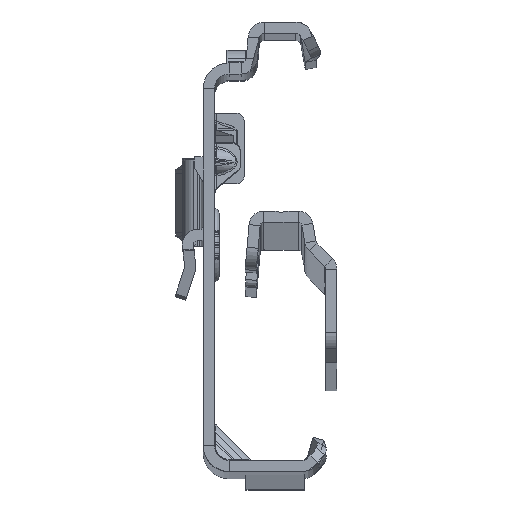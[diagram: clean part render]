
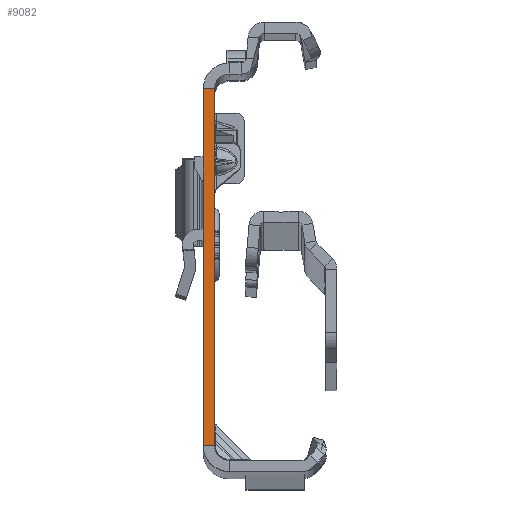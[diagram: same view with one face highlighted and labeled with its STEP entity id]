
A CAD part, top view. The second image highlights one B-rep face of the part: STEP entity #9082.
In plain terms, the highlighted planar face has unit normal (0, 0, 1).
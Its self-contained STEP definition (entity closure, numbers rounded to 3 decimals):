
#27 = ORIENTED_EDGE ( 'NONE', *, *, #24397, .T. ) ;
#1387 = VERTEX_POINT ( 'NONE', #22814 ) ;
#6930 = DIRECTION ( 'NONE',  ( 1., 0., 0. ) ) ;
#7538 = DIRECTION ( 'NONE',  ( 0., -1., 0. ) ) ;
#8336 = VECTOR ( 'NONE', #7538, 1000. ) ;
#9082 = ADVANCED_FACE ( 'NONE', ( #40685 ), #41503, .T. ) ;
#9868 = LINE ( 'NONE', #14028, #28587 ) ;
#13419 = VECTOR ( 'NONE', #24898, 1000. ) ;
#14028 = CARTESIAN_POINT ( 'NONE',  ( 0., -25.865, 0. ) ) ;
#14367 = LINE ( 'NONE', #15201, #36083 ) ;
#15201 = CARTESIAN_POINT ( 'NONE',  ( -1.5, -27.865, 0. ) ) ;
#16046 = CARTESIAN_POINT ( 'NONE',  ( -1.5, -27.865, 0. ) ) ;
#17795 = CARTESIAN_POINT ( 'NONE',  ( -1.5, 22.135, 0. ) ) ;
#22814 = CARTESIAN_POINT ( 'NONE',  ( 0., -25.865, 0. ) ) ;
#24068 = CARTESIAN_POINT ( 'NONE',  ( 0., 22.135, 0. ) ) ;
#24397 = EDGE_CURVE ( 'NONE', #26761, #27318, #14367, .T. ) ;
#24898 = DIRECTION ( 'NONE',  ( -1., 0., 0. ) ) ;
#25468 = CARTESIAN_POINT ( 'NONE',  ( -1.5, -25.865, 0. ) ) ;
#26001 = LINE ( 'NONE', #28591, #8336 ) ;
#26761 = VERTEX_POINT ( 'NONE', #17795 ) ;
#27318 = VERTEX_POINT ( 'NONE', #25468 ) ;
#28587 = VECTOR ( 'NONE', #47556, 1000. ) ;
#28591 = CARTESIAN_POINT ( 'NONE',  ( 0., -27.865, 0. ) ) ;
#28797 = EDGE_LOOP ( 'NONE', ( #53289, #33608, #27, #39242 ) ) ;
#29048 = LINE ( 'NONE', #24068, #13419 ) ;
#31518 = EDGE_CURVE ( 'NONE', #38560, #26761, #29048, .T. ) ;
#32739 = EDGE_CURVE ( 'NONE', #1387, #27318, #9868, .T. ) ;
#33608 = ORIENTED_EDGE ( 'NONE', *, *, #31518, .T. ) ;
#34432 = EDGE_CURVE ( 'NONE', #38560, #1387, #26001, .T. ) ;
#35142 = DIRECTION ( 'NONE',  ( 0., -1., 0. ) ) ;
#36083 = VECTOR ( 'NONE', #35142, 1000. ) ;
#38560 = VERTEX_POINT ( 'NONE', #41530 ) ;
#39242 = ORIENTED_EDGE ( 'NONE', *, *, #32739, .F. ) ;
#40685 = FACE_OUTER_BOUND ( 'NONE', #28797, .T. ) ;
#41503 = PLANE ( 'NONE',  #43137 ) ;
#41530 = CARTESIAN_POINT ( 'NONE',  ( 0., 22.135, 0. ) ) ;
#43137 = AXIS2_PLACEMENT_3D ( 'NONE', #16046, #49878, #6930 ) ;
#47556 = DIRECTION ( 'NONE',  ( -1., 0., 0. ) ) ;
#49878 = DIRECTION ( 'NONE',  ( 0., 0., 1. ) ) ;
#53289 = ORIENTED_EDGE ( 'NONE', *, *, #34432, .F. ) ;
